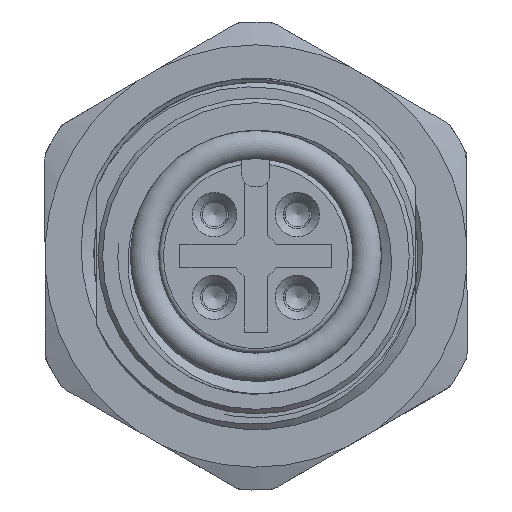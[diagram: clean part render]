
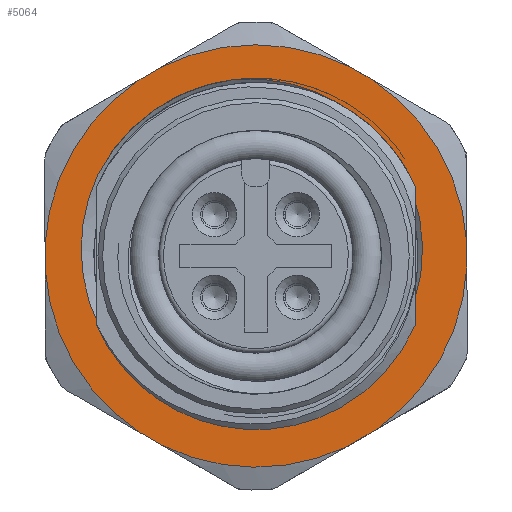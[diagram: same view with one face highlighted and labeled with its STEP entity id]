
A CAD part, front view. The second image highlights one B-rep face of the part: STEP entity #5064.
In plain terms, the highlighted face is planar.
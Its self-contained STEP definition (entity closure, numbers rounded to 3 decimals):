
#374=B_SPLINE_CURVE_WITH_KNOTS('',3,(#29179,#29180,#29181,#29182,#29183,
#29184,#29185),.UNSPECIFIED.,.F.,.F.,(4,1,1,1,4),(0.,0.004,
0.009,0.013,0.017),
 .UNSPECIFIED.);
#375=B_SPLINE_CURVE_WITH_KNOTS('',3,(#29189,#29190,#29191,#29192,#29193,
#29194,#29195),.UNSPECIFIED.,.F.,.F.,(4,1,1,1,4),(0.,
0.004,0.009,0.013,0.017),
 .UNSPECIFIED.);
#496=PLANE('',#5712);
#688=CIRCLE('',#5713,7.6);
#689=CIRCLE('',#5714,6.93);
#690=CIRCLE('',#5715,9.024);
#691=CIRCLE('',#5716,9.024);
#692=CIRCLE('',#5717,9.024);
#693=CIRCLE('',#5718,9.024);
#694=CIRCLE('',#5719,9.024);
#695=CIRCLE('',#5720,9.024);
#1689=ORIENTED_EDGE('',*,*,#2672,.T.);
#1690=ORIENTED_EDGE('',*,*,#2673,.T.);
#1691=ORIENTED_EDGE('',*,*,#2674,.T.);
#1692=ORIENTED_EDGE('',*,*,#2675,.T.);
#1693=ORIENTED_EDGE('',*,*,#2676,.F.);
#1694=ORIENTED_EDGE('',*,*,#2677,.T.);
#1695=ORIENTED_EDGE('',*,*,#2678,.F.);
#1696=ORIENTED_EDGE('',*,*,#2679,.T.);
#1697=ORIENTED_EDGE('',*,*,#2680,.F.);
#1698=ORIENTED_EDGE('',*,*,#2681,.T.);
#1699=ORIENTED_EDGE('',*,*,#2682,.F.);
#1700=ORIENTED_EDGE('',*,*,#2683,.T.);
#1701=ORIENTED_EDGE('',*,*,#2684,.F.);
#1702=ORIENTED_EDGE('',*,*,#2685,.T.);
#1703=ORIENTED_EDGE('',*,*,#2686,.F.);
#1704=ORIENTED_EDGE('',*,*,#2687,.T.);
#2672=EDGE_CURVE('',#3254,#3255,#688,.T.);
#2673=EDGE_CURVE('',#3255,#3256,#374,.T.);
#2674=EDGE_CURVE('',#3256,#3257,#689,.F.);
#2675=EDGE_CURVE('',#3257,#3254,#375,.T.);
#2676=EDGE_CURVE('',#3258,#3259,#690,.F.);
#2677=EDGE_CURVE('',#3258,#3260,#3597,.T.);
#2678=EDGE_CURVE('',#3261,#3260,#691,.F.);
#2679=EDGE_CURVE('',#3261,#3262,#3598,.T.);
#2680=EDGE_CURVE('',#3263,#3262,#692,.F.);
#2681=EDGE_CURVE('',#3263,#3264,#3599,.T.);
#2682=EDGE_CURVE('',#3265,#3264,#693,.F.);
#2683=EDGE_CURVE('',#3265,#3266,#3600,.T.);
#2684=EDGE_CURVE('',#3267,#3266,#694,.F.);
#2685=EDGE_CURVE('',#3267,#3268,#3601,.T.);
#2686=EDGE_CURVE('',#3269,#3268,#695,.F.);
#2687=EDGE_CURVE('',#3269,#3259,#3602,.T.);
#3254=VERTEX_POINT('',#29177);
#3255=VERTEX_POINT('',#29178);
#3256=VERTEX_POINT('',#29186);
#3257=VERTEX_POINT('',#29188);
#3258=VERTEX_POINT('',#29197);
#3259=VERTEX_POINT('',#29198);
#3260=VERTEX_POINT('',#29200);
#3261=VERTEX_POINT('',#29202);
#3262=VERTEX_POINT('',#29204);
#3263=VERTEX_POINT('',#29206);
#3264=VERTEX_POINT('',#29208);
#3265=VERTEX_POINT('',#29210);
#3266=VERTEX_POINT('',#29212);
#3267=VERTEX_POINT('',#29214);
#3268=VERTEX_POINT('',#29216);
#3269=VERTEX_POINT('',#29218);
#3597=LINE('',#29199,#3867);
#3598=LINE('',#29203,#3868);
#3599=LINE('',#29207,#3869);
#3600=LINE('',#29211,#3870);
#3601=LINE('',#29215,#3871);
#3602=LINE('',#29219,#3872);
#3867=VECTOR('',#6667,1000.);
#3868=VECTOR('',#6670,1000.);
#3869=VECTOR('',#6673,1000.);
#3870=VECTOR('',#6676,1000.);
#3871=VECTOR('',#6679,1000.);
#3872=VECTOR('',#6682,1000.);
#4216=EDGE_LOOP('',(#1689,#1690,#1691,#1692));
#4217=EDGE_LOOP('',(#1693,#1694,#1695,#1696,#1697,#1698,#1699,#1700,#1701,
#1702,#1703,#1704));
#4623=FACE_BOUND('',#4216,.T.);
#4624=FACE_BOUND('',#4217,.T.);
#5064=ADVANCED_FACE('',(#4623,#4624),#496,.T.);
#5712=AXIS2_PLACEMENT_3D('',#29175,#6659,#6660);
#5713=AXIS2_PLACEMENT_3D('',#29176,#6661,#6662);
#5714=AXIS2_PLACEMENT_3D('',#29187,#6663,#6664);
#5715=AXIS2_PLACEMENT_3D('',#29196,#6665,#6666);
#5716=AXIS2_PLACEMENT_3D('',#29201,#6668,#6669);
#5717=AXIS2_PLACEMENT_3D('',#29205,#6671,#6672);
#5718=AXIS2_PLACEMENT_3D('',#29209,#6674,#6675);
#5719=AXIS2_PLACEMENT_3D('',#29213,#6677,#6678);
#5720=AXIS2_PLACEMENT_3D('',#29217,#6680,#6681);
#6659=DIRECTION('',(1.,0.,0.));
#6660=DIRECTION('',(0.,0.,-1.));
#6661=DIRECTION('',(-1.,0.,0.));
#6662=DIRECTION('',(0.,1.,0.));
#6663=DIRECTION('',(1.,0.,0.));
#6664=DIRECTION('',(0.,0.,-1.));
#6665=DIRECTION('',(1.,0.,0.));
#6666=DIRECTION('',(0.,0.,-1.));
#6667=DIRECTION('',(0.,1.,0.));
#6668=DIRECTION('',(1.,0.,0.));
#6669=DIRECTION('',(0.,0.,-1.));
#6670=DIRECTION('',(0.,0.497,0.868));
#6671=DIRECTION('',(1.,0.,0.));
#6672=DIRECTION('',(0.,0.,-1.));
#6673=DIRECTION('',(0.,-0.497,0.868));
#6674=DIRECTION('',(1.,0.,0.));
#6675=DIRECTION('',(0.,0.,-1.));
#6676=DIRECTION('',(0.,-1.,0.));
#6677=DIRECTION('',(1.,0.,0.));
#6678=DIRECTION('',(0.,0.,-1.));
#6679=DIRECTION('',(0.,-0.498,-0.867));
#6680=DIRECTION('',(1.,0.,0.));
#6681=DIRECTION('',(0.,0.,-1.));
#6682=DIRECTION('',(0.,0.498,-0.867));
#29175=CARTESIAN_POINT('',(1.5,0.,0.));
#29176=CARTESIAN_POINT('',(1.5,0.,0.));
#29177=CARTESIAN_POINT('',(1.5,-4.081,6.411));
#29178=CARTESIAN_POINT('',(1.5,3.02,6.974));
#29179=CARTESIAN_POINT('',(1.5,3.02,6.974));
#29180=CARTESIAN_POINT('',(1.5,4.318,6.354));
#29181=CARTESIAN_POINT('',(1.5,6.523,4.378));
#29182=CARTESIAN_POINT('',(1.5,7.706,0.079));
#29183=CARTESIAN_POINT('',(1.5,6.285,-4.171));
#29184=CARTESIAN_POINT('',(1.5,3.917,-5.964));
#29185=CARTESIAN_POINT('',(1.5,2.558,-6.441));
#29186=CARTESIAN_POINT('',(1.5,2.558,-6.441));
#29187=CARTESIAN_POINT('',(1.5,0.,0.));
#29188=CARTESIAN_POINT('',(1.5,-1.511,-6.763));
#29189=CARTESIAN_POINT('',(1.5,-1.511,-6.763));
#29190=CARTESIAN_POINT('',(1.5,-2.927,-6.508));
#29191=CARTESIAN_POINT('',(1.5,-5.554,-5.103));
#29192=CARTESIAN_POINT('',(1.5,-7.621,-1.142));
#29193=CARTESIAN_POINT('',(1.5,-7.131,3.298));
#29194=CARTESIAN_POINT('',(1.5,-5.265,5.594));
#29195=CARTESIAN_POINT('',(1.5,-4.081,6.411));
#29196=CARTESIAN_POINT('',(1.5,0.,0.));
#29197=CARTESIAN_POINT('',(1.5,-0.764,-8.992));
#29198=CARTESIAN_POINT('',(1.5,-7.542,-4.955));
#29199=CARTESIAN_POINT('',(1.5,-4.376,-8.992));
#29200=CARTESIAN_POINT('',(1.5,0.764,-8.992));
#29201=CARTESIAN_POINT('',(1.5,0.,0.));
#29202=CARTESIAN_POINT('',(1.5,7.551,-4.941));
#29203=CARTESIAN_POINT('',(1.5,5.661,-8.243));
#29204=CARTESIAN_POINT('',(1.5,8.085,-4.008));
#29205=CARTESIAN_POINT('',(1.5,0.,0.));
#29206=CARTESIAN_POINT('',(1.5,8.085,4.008));
#29207=CARTESIAN_POINT('',(1.5,9.975,0.706));
#29208=CARTESIAN_POINT('',(1.5,7.551,4.941));
#29209=CARTESIAN_POINT('',(1.5,0.,0.));
#29210=CARTESIAN_POINT('',(1.5,0.537,9.008));
#29211=CARTESIAN_POINT('',(1.5,4.342,9.008));
#29212=CARTESIAN_POINT('',(1.5,-0.537,9.008));
#29213=CARTESIAN_POINT('',(1.5,0.,0.));
#29214=CARTESIAN_POINT('',(1.5,-7.542,4.955));
#29215=CARTESIAN_POINT('',(1.5,-5.646,8.254));
#29216=CARTESIAN_POINT('',(1.5,-8.078,4.024));
#29217=CARTESIAN_POINT('',(1.5,0.,0.));
#29218=CARTESIAN_POINT('',(1.5,-8.078,-4.024));
#29219=CARTESIAN_POINT('',(1.5,-9.974,-0.725));
